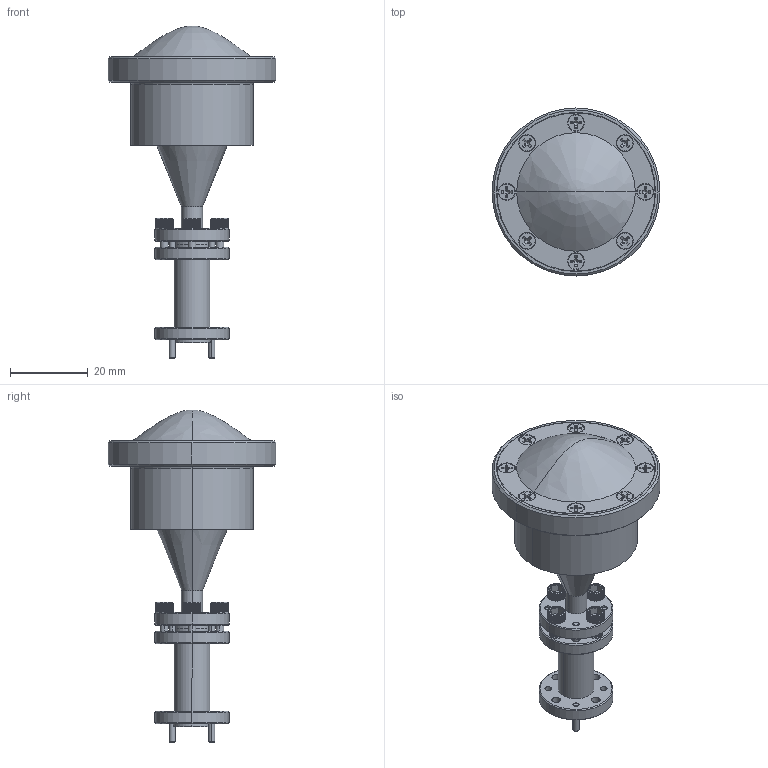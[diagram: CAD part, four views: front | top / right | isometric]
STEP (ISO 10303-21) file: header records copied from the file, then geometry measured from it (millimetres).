
FILE_DESCRIPTION (( 'STEP AP203' ), '1' );
FILE_NAME ('SAQ-943010-10-S1.STEP', '2019-06-21T00:00:26', ( '' ), ( '' ), 'SwSTEP 2.0', 'SolidWorks 2016', '' );
FILE_SCHEMA (( 'CONFIG_CONTROL_DESIGN' ));
Length unit declared in the file: inch
Products named in the file (1): SAQ-943010-10-S1
Bounding box: 43.18 x 43.18 x 85.34 mm (x, y, z)
Volume: 32445.5 mm3; surface area: 14633.1 mm2
Topology: 21 solids, 21 shells, 1374 faces, 3740 edges, 2426 vertices
Faces by surface type: plane 594, cylinder 508, cone 234, bspline 28, torus 10
Entity records: 56713 total; most frequent: CARTESIAN_POINT 24433, ORIENTED_EDGE 7408, DIRECTION 5924, EDGE_CURVE 3704, VERTEX_POINT 2426, AXIS2_PLACEMENT_3D 2277, EDGE_LOOP 1508, ADVANCED_FACE 1374
